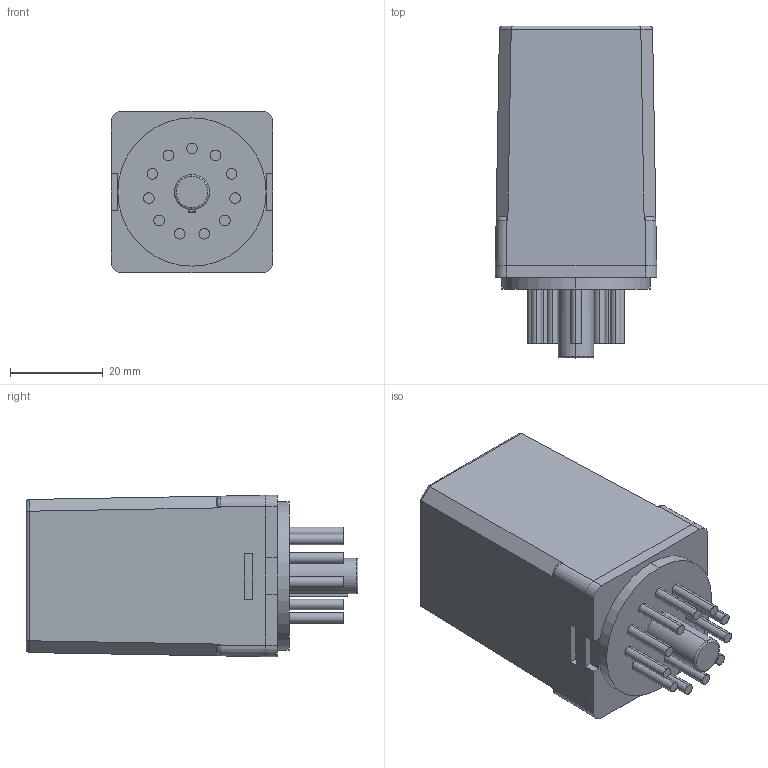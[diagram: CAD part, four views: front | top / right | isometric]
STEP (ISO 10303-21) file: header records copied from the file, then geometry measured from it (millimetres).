
FILE_DESCRIPTION (( 'STEP AP214' ), '1' );
FILE_NAME ('755-2C-120A.STEP', '2013-11-13T12:24:57', ( '' ), ( '' ), 'SwSTEP 2.0', 'SolidWorks 2013', '' );
FILE_SCHEMA (( 'AUTOMOTIVE_DESIGN' ));
Length unit declared in the file: inch
Products named in the file (1): 755-2C-120A
Bounding box: 34.92 x 71.63 x 34.92 mm (x, y, z)
Volume: 65160.4 mm3; surface area: 10962.8 mm2
Topology: 1 solids, 1 shells, 113 faces, 267 edges, 170 vertices
Faces by surface type: plane 56, cylinder 43, cone 8, torus 6
Entity records: 4664 total; most frequent: CARTESIAN_POINT 663, DIRECTION 549, ORIENTED_EDGE 534, EDGE_CURVE 267, AXIS2_PLACEMENT_3D 200, VERTEX_POINT 170, LINE 149, VECTOR 149
